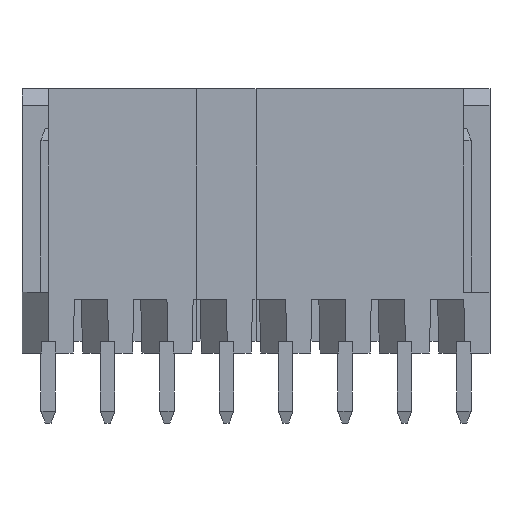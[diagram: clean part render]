
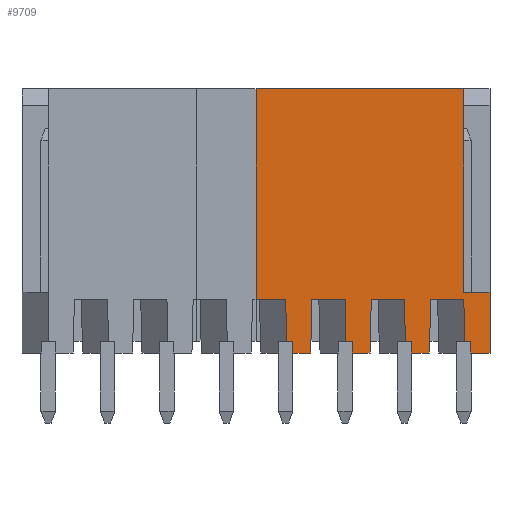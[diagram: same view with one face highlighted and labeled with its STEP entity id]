
A CAD part, front view. The second image highlights one B-rep face of the part: STEP entity #9709.
In plain terms, the highlighted face is planar.
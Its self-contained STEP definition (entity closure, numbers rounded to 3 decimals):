
#285=ORIENTED_EDGE('',*,*,#2154,.F.);
#286=ORIENTED_EDGE('',*,*,#2280,.T.);
#287=ORIENTED_EDGE('',*,*,#2281,.F.);
#288=ORIENTED_EDGE('',*,*,#2282,.F.);
#289=ORIENTED_EDGE('',*,*,#2283,.T.);
#290=ORIENTED_EDGE('',*,*,#2284,.F.);
#291=ORIENTED_EDGE('',*,*,#2285,.F.);
#292=ORIENTED_EDGE('',*,*,#2286,.T.);
#293=ORIENTED_EDGE('',*,*,#2287,.F.);
#294=ORIENTED_EDGE('',*,*,#2288,.F.);
#295=ORIENTED_EDGE('',*,*,#2289,.T.);
#296=ORIENTED_EDGE('',*,*,#2290,.T.);
#297=ORIENTED_EDGE('',*,*,#2291,.T.);
#298=ORIENTED_EDGE('',*,*,#2292,.F.);
#299=ORIENTED_EDGE('',*,*,#2293,.T.);
#300=ORIENTED_EDGE('',*,*,#2294,.T.);
#301=ORIENTED_EDGE('',*,*,#2295,.T.);
#302=ORIENTED_EDGE('',*,*,#2296,.T.);
#303=ORIENTED_EDGE('',*,*,#2246,.F.);
#304=ORIENTED_EDGE('',*,*,#2297,.F.);
#305=ORIENTED_EDGE('',*,*,#2185,.F.);
#306=ORIENTED_EDGE('',*,*,#2298,.T.);
#307=ORIENTED_EDGE('',*,*,#2175,.F.);
#308=ORIENTED_EDGE('',*,*,#2161,.T.);
#309=ORIENTED_EDGE('',*,*,#2299,.F.);
#310=ORIENTED_EDGE('',*,*,#2183,.F.);
#311=ORIENTED_EDGE('',*,*,#2179,.T.);
#312=ORIENTED_EDGE('',*,*,#2150,.F.);
#2150=EDGE_CURVE('',#3179,#3175,#3860,.T.);
#2154=EDGE_CURVE('',#3182,#3179,#3864,.T.);
#2161=EDGE_CURVE('',#3188,#3189,#3871,.T.);
#2175=EDGE_CURVE('',#3188,#3197,#3885,.T.);
#2179=EDGE_CURVE('',#3200,#3175,#3889,.T.);
#2183=EDGE_CURVE('',#3200,#3202,#3893,.T.);
#2185=EDGE_CURVE('',#3203,#3204,#3895,.T.);
#2246=EDGE_CURVE('',#3243,#3244,#3956,.T.);
#2280=EDGE_CURVE('',#3182,#3275,#3990,.T.);
#2281=EDGE_CURVE('',#3276,#3275,#3991,.T.);
#2282=EDGE_CURVE('',#3277,#3276,#3992,.T.);
#2283=EDGE_CURVE('',#3277,#3278,#3993,.T.);
#2284=EDGE_CURVE('',#3279,#3278,#3994,.T.);
#2285=EDGE_CURVE('',#3280,#3279,#3995,.T.);
#2286=EDGE_CURVE('',#3280,#3281,#3996,.T.);
#2287=EDGE_CURVE('',#3282,#3281,#3997,.T.);
#2288=EDGE_CURVE('',#3283,#3282,#3998,.T.);
#2289=EDGE_CURVE('',#3283,#3284,#3999,.T.);
#2290=EDGE_CURVE('',#3284,#3285,#4000,.T.);
#2291=EDGE_CURVE('',#3285,#3286,#4001,.T.);
#2292=EDGE_CURVE('',#3287,#3286,#4002,.T.);
#2293=EDGE_CURVE('',#3287,#3288,#4003,.T.);
#2294=EDGE_CURVE('',#3288,#3289,#4004,.T.);
#2295=EDGE_CURVE('',#3289,#3290,#4005,.T.);
#2296=EDGE_CURVE('',#3290,#3244,#4006,.T.);
#2297=EDGE_CURVE('',#3204,#3243,#4007,.T.);
#2298=EDGE_CURVE('',#3203,#3197,#4008,.T.);
#2299=EDGE_CURVE('',#3202,#3189,#4009,.T.);
#3175=VERTEX_POINT('',#12297);
#3179=VERTEX_POINT('',#12305);
#3182=VERTEX_POINT('',#12315);
#3188=VERTEX_POINT('',#12330);
#3189=VERTEX_POINT('',#12331);
#3197=VERTEX_POINT('',#12355);
#3200=VERTEX_POINT('',#12366);
#3202=VERTEX_POINT('',#12374);
#3203=VERTEX_POINT('',#12378);
#3204=VERTEX_POINT('',#12379);
#3243=VERTEX_POINT('',#12500);
#3244=VERTEX_POINT('',#12502);
#3275=VERTEX_POINT('',#12569);
#3276=VERTEX_POINT('',#12571);
#3277=VERTEX_POINT('',#12573);
#3278=VERTEX_POINT('',#12575);
#3279=VERTEX_POINT('',#12577);
#3280=VERTEX_POINT('',#12579);
#3281=VERTEX_POINT('',#12581);
#3282=VERTEX_POINT('',#12583);
#3283=VERTEX_POINT('',#12585);
#3284=VERTEX_POINT('',#12587);
#3285=VERTEX_POINT('',#12589);
#3286=VERTEX_POINT('',#12591);
#3287=VERTEX_POINT('',#12593);
#3288=VERTEX_POINT('',#12595);
#3289=VERTEX_POINT('',#12597);
#3290=VERTEX_POINT('',#12599);
#3860=LINE('',#12306,#4895);
#3864=LINE('',#12314,#4899);
#3871=LINE('',#12329,#4906);
#3885=LINE('',#12357,#4920);
#3889=LINE('',#12365,#4924);
#3893=LINE('',#12373,#4928);
#3895=LINE('',#12377,#4930);
#3956=LINE('',#12501,#4991);
#3990=LINE('',#12568,#5025);
#3991=LINE('',#12570,#5026);
#3992=LINE('',#12572,#5027);
#3993=LINE('',#12574,#5028);
#3994=LINE('',#12576,#5029);
#3995=LINE('',#12578,#5030);
#3996=LINE('',#12580,#5031);
#3997=LINE('',#12582,#5032);
#3998=LINE('',#12584,#5033);
#3999=LINE('',#12586,#5034);
#4000=LINE('',#12588,#5035);
#4001=LINE('',#12590,#5036);
#4002=LINE('',#12592,#5037);
#4003=LINE('',#12594,#5038);
#4004=LINE('',#12596,#5039);
#4005=LINE('',#12598,#5040);
#4006=LINE('',#12600,#5041);
#4007=LINE('',#12601,#5042);
#4008=LINE('',#12602,#5043);
#4009=LINE('',#12603,#5044);
#4895=VECTOR('',#10493,1000.);
#4899=VECTOR('',#10501,1000.);
#4906=VECTOR('',#10512,1000.);
#4920=VECTOR('',#10534,1000.);
#4924=VECTOR('',#10542,1000.);
#4928=VECTOR('',#10550,1000.);
#4930=VECTOR('',#10554,1000.);
#4991=VECTOR('',#10659,1000.);
#5025=VECTOR('',#10697,1000.);
#5026=VECTOR('',#10698,1000.);
#5027=VECTOR('',#10699,1000.);
#5028=VECTOR('',#10700,1000.);
#5029=VECTOR('',#10701,1000.);
#5030=VECTOR('',#10702,1000.);
#5031=VECTOR('',#10703,1000.);
#5032=VECTOR('',#10704,1000.);
#5033=VECTOR('',#10705,1000.);
#5034=VECTOR('',#10706,1000.);
#5035=VECTOR('',#10707,1000.);
#5036=VECTOR('',#10708,1000.);
#5037=VECTOR('',#10709,1000.);
#5038=VECTOR('',#10710,1000.);
#5039=VECTOR('',#10711,1000.);
#5040=VECTOR('',#10712,1000.);
#5041=VECTOR('',#10713,1000.);
#5042=VECTOR('',#10714,1000.);
#5043=VECTOR('',#10715,1000.);
#5044=VECTOR('',#10716,1000.);
#5942=EDGE_LOOP('',(#285,#286,#287,#288,#289,#290,#291,#292,#293,#294,#295,
#296,#297,#298,#299,#300,#301,#302,#303,#304,#305,#306,#307,#308,#309,#310,
#311,#312));
#6332=FACE_BOUND('',#5942,.T.);
#6718=PLANE('',#10094);
#9709=ADVANCED_FACE('',(#6332),#6718,.T.);
#10094=AXIS2_PLACEMENT_3D('',#12567,#10695,#10696);
#10493=DIRECTION('',(0.,-1.,-0.022));
#10501=DIRECTION('',(0.,0.,-1.));
#10512=DIRECTION('',(0.,-1.,0.022));
#10534=DIRECTION('',(0.,0.,-1.));
#10542=DIRECTION('',(0.,0.,1.));
#10550=DIRECTION('',(0.,1.,0.));
#10554=DIRECTION('',(0.,0.,1.));
#10659=DIRECTION('',(0.,0.,1.));
#10695=DIRECTION('',(-1.,0.,0.));
#10696=DIRECTION('',(0.,-1.,0.));
#10697=DIRECTION('',(0.,-1.,0.022));
#10698=DIRECTION('',(0.,0.,-1.));
#10699=DIRECTION('',(0.,1.,0.));
#10700=DIRECTION('',(0.,0.,1.));
#10701=DIRECTION('',(0.,-1.,-0.022));
#10702=DIRECTION('',(0.,0.,-1.));
#10703=DIRECTION('',(0.,-1.,0.022));
#10704=DIRECTION('',(0.,0.,-1.));
#10705=DIRECTION('',(0.,1.,0.));
#10706=DIRECTION('',(0.,0.,1.));
#10707=DIRECTION('',(0.,1.,0.022));
#10708=DIRECTION('',(0.,0.,1.));
#10709=DIRECTION('',(0.,1.,-0.022));
#10710=DIRECTION('',(0.,0.,1.));
#10711=DIRECTION('',(0.,-1.,0.));
#10712=DIRECTION('',(0.,0.,1.));
#10713=DIRECTION('',(0.,1.,0.));
#10714=DIRECTION('',(0.,-1.,0.));
#10715=DIRECTION('',(0.,-1.,0.));
#10716=DIRECTION('',(0.,0.,-1.));
#12297=CARTESIAN_POINT('',(-5.,0.,2.14));
#12305=CARTESIAN_POINT('',(-5.,2.3,2.19));
#12306=CARTESIAN_POINT('',(-5.,0.,2.14));
#12314=CARTESIAN_POINT('',(-5.,2.3,-2.59));
#12315=CARTESIAN_POINT('',(-5.,2.3,3.61));
#12329=CARTESIAN_POINT('',(-5.,1.174,1.095));
#12330=CARTESIAN_POINT('',(-5.,2.3,1.07));
#12331=CARTESIAN_POINT('',(-5.,0.5,1.109));
#12355=CARTESIAN_POINT('',(-5.,2.3,-0.197));
#12357=CARTESIAN_POINT('',(-5.,2.3,-5.13));
#12365=CARTESIAN_POINT('',(-5.,0.,-5.13));
#12366=CARTESIAN_POINT('',(-5.,0.,1.37));
#12373=CARTESIAN_POINT('',(-5.,0.,1.37));
#12374=CARTESIAN_POINT('',(-5.,0.5,1.37));
#12377=CARTESIAN_POINT('',(-5.,11.3,-40.69));
#12378=CARTESIAN_POINT('',(-5.,11.3,-0.197));
#12379=CARTESIAN_POINT('',(-5.,11.3,8.69));
#12500=CARTESIAN_POINT('',(-5.,2.6,8.69));
#12501=CARTESIAN_POINT('',(-5.,2.6,-40.69));
#12502=CARTESIAN_POINT('',(-5.,2.6,9.81));
#12567=CARTESIAN_POINT('',(-5.,0.,-30.83));
#12568=CARTESIAN_POINT('',(-5.,1.174,3.635));
#12569=CARTESIAN_POINT('',(-5.,0.5,3.649));
#12570=CARTESIAN_POINT('',(-5.,0.5,-2.59));
#12571=CARTESIAN_POINT('',(-5.,0.5,3.91));
#12572=CARTESIAN_POINT('',(-5.,0.,3.91));
#12573=CARTESIAN_POINT('',(-5.,0.,3.91));
#12574=CARTESIAN_POINT('',(-5.,0.,-2.59));
#12575=CARTESIAN_POINT('',(-5.,0.,4.68));
#12576=CARTESIAN_POINT('',(-5.,0.,4.68));
#12577=CARTESIAN_POINT('',(-5.,2.3,4.73));
#12578=CARTESIAN_POINT('',(-5.,2.3,-0.05));
#12579=CARTESIAN_POINT('',(-5.,2.3,6.15));
#12580=CARTESIAN_POINT('',(-5.,1.174,6.175));
#12581=CARTESIAN_POINT('',(-5.,0.5,6.189));
#12582=CARTESIAN_POINT('',(-5.,0.5,-0.05));
#12583=CARTESIAN_POINT('',(-5.,0.5,6.45));
#12584=CARTESIAN_POINT('',(-5.,0.,6.45));
#12585=CARTESIAN_POINT('',(-5.,0.,6.45));
#12586=CARTESIAN_POINT('',(-5.,0.,-0.05));
#12587=CARTESIAN_POINT('',(-5.,0.,7.22));
#12588=CARTESIAN_POINT('',(-5.,0.,7.22));
#12589=CARTESIAN_POINT('',(-5.,2.3,7.27));
#12590=CARTESIAN_POINT('',(-5.,2.3,-0.05));
#12591=CARTESIAN_POINT('',(-5.,2.3,8.69));
#12592=CARTESIAN_POINT('',(-5.,0.,8.74));
#12593=CARTESIAN_POINT('',(-5.,0.5,8.729));
#12594=CARTESIAN_POINT('',(-5.,0.5,-0.05));
#12595=CARTESIAN_POINT('',(-5.,0.5,8.99));
#12596=CARTESIAN_POINT('',(-5.,0.,8.99));
#12597=CARTESIAN_POINT('',(-5.,0.,8.99));
#12598=CARTESIAN_POINT('',(-5.,0.,-0.05));
#12599=CARTESIAN_POINT('',(-5.,0.,9.81));
#12600=CARTESIAN_POINT('',(-5.,0.,9.81));
#12601=CARTESIAN_POINT('',(-5.,0.,8.69));
#12602=CARTESIAN_POINT('',(-5.,0.,-0.197));
#12603=CARTESIAN_POINT('',(-5.,0.5,-5.13));
